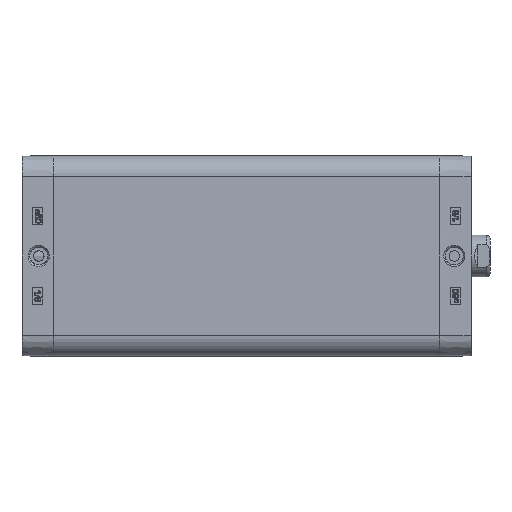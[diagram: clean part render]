
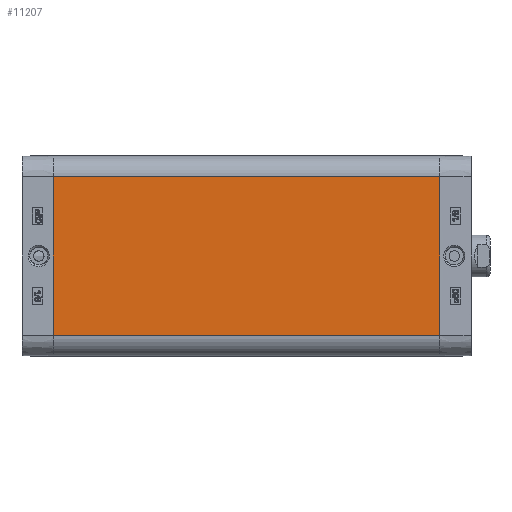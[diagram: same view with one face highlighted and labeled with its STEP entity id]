
A CAD part, left-side view. The second image highlights one B-rep face of the part: STEP entity #11207.
In plain terms, the highlighted planar face has unit normal (-1, 0, 0).
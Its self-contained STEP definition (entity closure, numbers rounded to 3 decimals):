
#5590=CARTESIAN_POINT('',(-47.75,-184.0,37.75));
#5591=VERTEX_POINT('',#5590);
#5598=CARTESIAN_POINT('',(-47.75,-184.0,-37.75));
#5599=VERTEX_POINT('',#5598);
#5600=CARTESIAN_POINT('',(-47.75,-184.0,-37.75));
#5601=DIRECTION('',(0.0,0.0,1.0));
#5602=VECTOR('',#5601,75.5);
#5603=LINE('',#5600,#5602);
#5604=EDGE_CURVE('',#5599,#5591,#5603,.T.);
#11165=CARTESIAN_POINT('',(-47.75,0.0,-37.75));
#11166=VERTEX_POINT('',#11165);
#11167=CARTESIAN_POINT('',(-47.75,0.0,-37.75));
#11168=DIRECTION('',(0.0,-1.0,0.0));
#11169=VECTOR('',#11168,184.0);
#11170=LINE('',#11167,#11169);
#11171=EDGE_CURVE('',#11166,#5599,#11170,.T.);
#11184=CARTESIAN_POINT('',(-47.75,0.0,-37.75));
#11185=DIRECTION('',(-1.0,0.0,0.0));
#11186=DIRECTION('',(0.0,0.0,1.0));
#11187=AXIS2_PLACEMENT_3D('',#11184,#11185,#11186);
#11188=PLANE('',#11187);
#11189=ORIENTED_EDGE('',*,*,#5604,.T.);
#11190=CARTESIAN_POINT('',(-47.75,0.0,37.75));
#11191=VERTEX_POINT('',#11190);
#11192=CARTESIAN_POINT('',(-47.75,0.0,37.75));
#11193=DIRECTION('',(0.0,-1.0,0.0));
#11194=VECTOR('',#11193,184.0);
#11195=LINE('',#11192,#11194);
#11196=EDGE_CURVE('',#11191,#5591,#11195,.T.);
#11197=ORIENTED_EDGE('',*,*,#11196,.F.);
#11198=CARTESIAN_POINT('',(-47.75,0.0,-37.75));
#11199=DIRECTION('',(0.0,0.0,1.0));
#11200=VECTOR('',#11199,75.5);
#11201=LINE('',#11198,#11200);
#11202=EDGE_CURVE('',#11166,#11191,#11201,.T.);
#11203=ORIENTED_EDGE('',*,*,#11202,.F.);
#11204=ORIENTED_EDGE('',*,*,#11171,.T.);
#11205=EDGE_LOOP('',(#11189,#11197,#11203,#11204));
#11206=FACE_OUTER_BOUND('',#11205,.T.);
#11207=ADVANCED_FACE('',(#11206),#11188,.T.);
